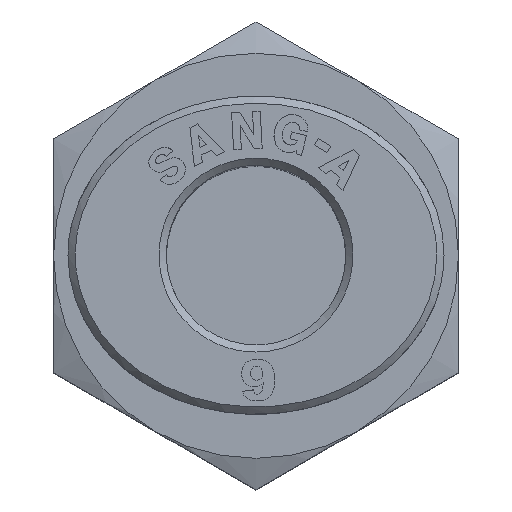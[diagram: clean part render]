
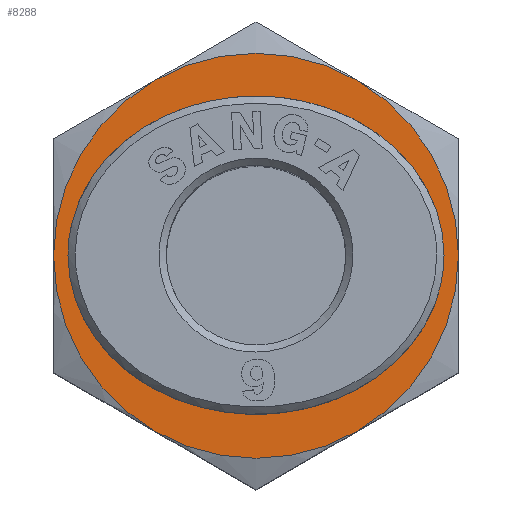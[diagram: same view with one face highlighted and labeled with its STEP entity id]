
A CAD part, top view. The second image highlights one B-rep face of the part: STEP entity #8288.
In plain terms, the highlighted face is planar.
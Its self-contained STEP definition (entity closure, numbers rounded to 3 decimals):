
#183=CARTESIAN_POINT('',(13.986,-21.876,0.0));
#184=VERTEX_POINT('',#183);
#192=CARTESIAN_POINT('',(24.986,-21.876,0.));
#193=VERTEX_POINT('',#192);
#200=CARTESIAN_POINT('',(19.486,-21.876,0.0));
#201=DIRECTION('',(0.0,1.0,0.0));
#202=DIRECTION('',(-1.0,0.0,0.0));
#203=AXIS2_PLACEMENT_3D('',#200,#201,#202);
#204=CIRCLE('',#203,5.5);
#205=EDGE_CURVE('',#193,#184,#204,.T.);
#7940=CARTESIAN_POINT('',(19.486,-21.876,-7.));
#7941=VERTEX_POINT('',#7940);
#7955=CARTESIAN_POINT('',(13.424,-21.876,-3.5));
#7956=VERTEX_POINT('',#7955);
#7970=CARTESIAN_POINT('',(19.486,-21.876,0.));
#7971=DIRECTION('',(0.0,1.0,0.0));
#7972=DIRECTION('',(-1.0,0.0,0.0));
#7973=AXIS2_PLACEMENT_3D('',#7970,#7971,#7972);
#7974=CIRCLE('',#7973,7.);
#7975=EDGE_CURVE('',#7941,#7956,#7974,.T.);
#7987=CARTESIAN_POINT('',(25.549,-21.876,-3.5));
#7988=VERTEX_POINT('',#7987);
#8015=CARTESIAN_POINT('',(19.486,-21.876,0.));
#8016=DIRECTION('',(0.0,1.0,0.0));
#8017=DIRECTION('',(-1.0,0.0,0.0));
#8018=AXIS2_PLACEMENT_3D('',#8015,#8016,#8017);
#8019=CIRCLE('',#8018,7.);
#8020=EDGE_CURVE('',#7988,#7941,#8019,.T.);
#8032=CARTESIAN_POINT('',(25.549,-21.876,3.5));
#8033=VERTEX_POINT('',#8032);
#8060=CARTESIAN_POINT('',(19.486,-21.876,0.));
#8061=DIRECTION('',(0.0,1.0,0.0));
#8062=DIRECTION('',(-1.0,0.0,0.0));
#8063=AXIS2_PLACEMENT_3D('',#8060,#8061,#8062);
#8064=CIRCLE('',#8063,7.);
#8065=EDGE_CURVE('',#8033,#7988,#8064,.T.);
#8077=CARTESIAN_POINT('',(19.486,-21.876,7.));
#8078=VERTEX_POINT('',#8077);
#8105=CARTESIAN_POINT('',(19.486,-21.876,0.));
#8106=DIRECTION('',(0.0,1.0,0.0));
#8107=DIRECTION('',(-1.0,0.0,0.0));
#8108=AXIS2_PLACEMENT_3D('',#8105,#8106,#8107);
#8109=CIRCLE('',#8108,7.);
#8110=EDGE_CURVE('',#8078,#8033,#8109,.T.);
#8135=CARTESIAN_POINT('',(13.424,-21.876,3.5));
#8136=VERTEX_POINT('',#8135);
#8137=CARTESIAN_POINT('',(19.486,-21.876,0.));
#8138=DIRECTION('',(0.0,1.0,0.0));
#8139=DIRECTION('',(-1.0,0.0,0.0));
#8140=AXIS2_PLACEMENT_3D('',#8137,#8138,#8139);
#8141=CIRCLE('',#8140,7.);
#8142=EDGE_CURVE('',#8136,#8078,#8141,.T.);
#8180=CARTESIAN_POINT('',(19.486,-21.876,0.));
#8181=DIRECTION('',(0.0,1.0,0.0));
#8182=DIRECTION('',(-1.0,0.0,0.0));
#8183=AXIS2_PLACEMENT_3D('',#8180,#8181,#8182);
#8184=CIRCLE('',#8183,7.);
#8185=EDGE_CURVE('',#7956,#8136,#8184,.T.);
#8265=CARTESIAN_POINT('',(19.486,-21.876,0.));
#8266=DIRECTION('',(0.0,1.0,0.0));
#8267=DIRECTION('',(0.0,0.0,1.0));
#8268=AXIS2_PLACEMENT_3D('',#8265,#8266,#8267);
#8269=PLANE('',#8268);
#8270=ORIENTED_EDGE('',*,*,#8185,.T.);
#8271=ORIENTED_EDGE('',*,*,#8142,.T.);
#8272=ORIENTED_EDGE('',*,*,#8110,.T.);
#8273=ORIENTED_EDGE('',*,*,#8065,.T.);
#8274=ORIENTED_EDGE('',*,*,#8020,.T.);
#8275=ORIENTED_EDGE('',*,*,#7975,.T.);
#8276=EDGE_LOOP('',(#8270,#8271,#8272,#8273,#8274,#8275));
#8277=FACE_OUTER_BOUND('',#8276,.T.);
#8278=ORIENTED_EDGE('',*,*,#205,.F.);
#8279=CARTESIAN_POINT('',(19.486,-21.876,0.0));
#8280=DIRECTION('',(0.0,1.0,0.0));
#8281=DIRECTION('',(-1.0,0.0,0.0));
#8282=AXIS2_PLACEMENT_3D('',#8279,#8280,#8281);
#8283=CIRCLE('',#8282,5.5);
#8284=EDGE_CURVE('',#184,#193,#8283,.T.);
#8285=ORIENTED_EDGE('',*,*,#8284,.F.);
#8286=EDGE_LOOP('',(#8278,#8285));
#8287=FACE_BOUND('',#8286,.T.);
#8288=ADVANCED_FACE('',(#8277,#8287),#8269,.T.);
